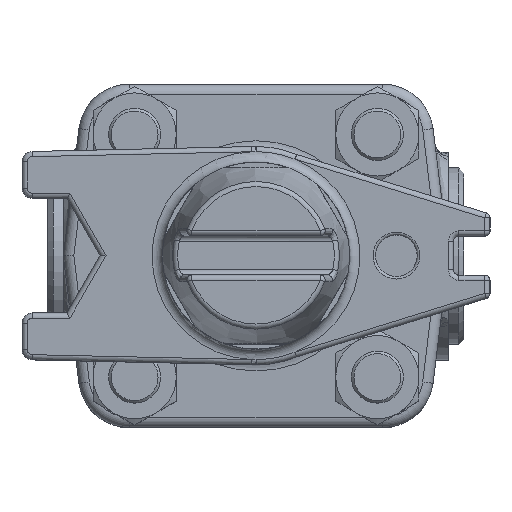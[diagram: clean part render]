
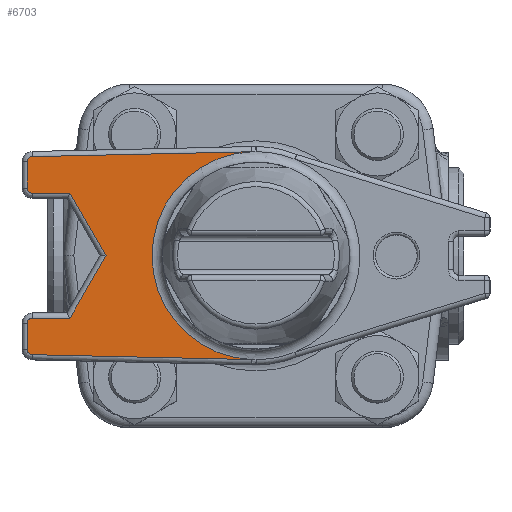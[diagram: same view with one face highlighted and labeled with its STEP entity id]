
A CAD part, top view. The second image highlights one B-rep face of the part: STEP entity #6703.
In plain terms, the highlighted planar face has unit normal (0, 0, 1).
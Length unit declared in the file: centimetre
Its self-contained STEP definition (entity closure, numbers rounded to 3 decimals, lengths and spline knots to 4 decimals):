
#533=LINE('',#11105,#845);
#534=LINE('',#11109,#846);
#535=LINE('',#11114,#847);
#536=LINE('',#11130,#848);
#537=LINE('',#11146,#849);
#538=LINE('',#11182,#850);
#539=LINE('',#11186,#851);
#540=LINE('',#11189,#852);
#845=VECTOR('',#8662,1.3856);
#846=VECTOR('',#8667,1.3856);
#847=VECTOR('',#8674,0.7226);
#848=VECTOR('',#8683,0.5044);
#849=VECTOR('',#8692,4.2133);
#850=VECTOR('',#8701,4.2133);
#851=VECTOR('',#8704,0.5044);
#852=VECTOR('',#8707,0.7226);
#1184=PLANE('',#7348);
#1631=FACE_OUTER_BOUND('',#2105,.T.);
#2105=EDGE_LOOP('',(#5200,#5201,#5202,#5203,#5204,#5205,#5206,#5207,#5208,
#5209,#5210,#5211,#5212));
#2620=CIRCLE('',#7338,0.1);
#2623=CIRCLE('',#7342,0.1);
#2626=CIRCLE('',#7347,2.);
#2627=CIRCLE('',#7349,0.1);
#2628=CIRCLE('',#7350,0.1);
#3051=VERTEX_POINT('',#11102);
#3052=VERTEX_POINT('',#11104);
#3053=VERTEX_POINT('',#11108);
#3054=VERTEX_POINT('',#11112);
#3055=VERTEX_POINT('',#11124);
#3056=VERTEX_POINT('',#11128);
#3057=VERTEX_POINT('',#11140);
#3058=VERTEX_POINT('',#11144);
#3060=VERTEX_POINT('',#11174);
#3061=VERTEX_POINT('',#11181);
#3062=VERTEX_POINT('',#11183);
#3063=VERTEX_POINT('',#11185);
#3064=VERTEX_POINT('',#11187);
#3832=EDGE_CURVE('',#3051,#3052,#533,.T.);
#3834=EDGE_CURVE('',#3052,#3053,#534,.T.);
#3837=EDGE_CURVE('',#3051,#3054,#535,.T.);
#3839=EDGE_CURVE('',#3055,#3054,#2620,.T.);
#3841=EDGE_CURVE('',#3056,#3055,#536,.T.);
#3843=EDGE_CURVE('',#3057,#3056,#2623,.T.);
#3845=EDGE_CURVE('',#3058,#3057,#537,.T.);
#3849=EDGE_CURVE('',#3060,#3058,#2626,.T.);
#3850=EDGE_CURVE('',#3061,#3060,#538,.T.);
#3851=EDGE_CURVE('',#3062,#3061,#2627,.T.);
#3852=EDGE_CURVE('',#3063,#3062,#539,.T.);
#3853=EDGE_CURVE('',#3064,#3063,#2628,.T.);
#3854=EDGE_CURVE('',#3064,#3053,#540,.T.);
#5200=ORIENTED_EDGE('',*,*,#3837,.T.);
#5201=ORIENTED_EDGE('',*,*,#3839,.F.);
#5202=ORIENTED_EDGE('',*,*,#3841,.F.);
#5203=ORIENTED_EDGE('',*,*,#3843,.F.);
#5204=ORIENTED_EDGE('',*,*,#3845,.F.);
#5205=ORIENTED_EDGE('',*,*,#3849,.F.);
#5206=ORIENTED_EDGE('',*,*,#3850,.F.);
#5207=ORIENTED_EDGE('',*,*,#3851,.F.);
#5208=ORIENTED_EDGE('',*,*,#3852,.F.);
#5209=ORIENTED_EDGE('',*,*,#3853,.F.);
#5210=ORIENTED_EDGE('',*,*,#3854,.T.);
#5211=ORIENTED_EDGE('',*,*,#3834,.F.);
#5212=ORIENTED_EDGE('',*,*,#3832,.F.);
#6703=ADVANCED_FACE('',(#1631),#1184,.T.);
#7338=AXIS2_PLACEMENT_3D('',#11126,#8677,#8678);
#7342=AXIS2_PLACEMENT_3D('',#11142,#8686,#8687);
#7347=AXIS2_PLACEMENT_3D('',#11179,#8697,#8698);
#7348=AXIS2_PLACEMENT_3D('',#11180,#8699,#8700);
#7349=AXIS2_PLACEMENT_3D('',#11184,#8702,#8703);
#7350=AXIS2_PLACEMENT_3D('',#11188,#8705,#8706);
#8662=DIRECTION('',(0.5,0.866,0.));
#8667=DIRECTION('',(-0.5,0.866,0.));
#8674=DIRECTION('',(-1.,0.,0.));
#8677=DIRECTION('center_axis',(0.,0.,
-1.));
#8678=DIRECTION('ref_axis',(-0.707,0.707,0.));
#8683=DIRECTION('',(0.,1.,0.));
#8686=DIRECTION('center_axis',(0.,0.,
-1.));
#8687=DIRECTION('ref_axis',(-0.715,-0.699,0.));
#8692=DIRECTION('',(-1.,0.022,0.));
#8697=DIRECTION('center_axis',(0.,0.,
1.));
#8698=DIRECTION('ref_axis',(1.,0.,0.));
#8699=DIRECTION('center_axis',(0.,0.,
1.));
#8700=DIRECTION('ref_axis',(-1.,0.,0.));
#8701=DIRECTION('',(1.,0.022,0.));
#8702=DIRECTION('center_axis',(0.,0.,
-1.));
#8703=DIRECTION('ref_axis',(-0.715,0.699,0.));
#8704=DIRECTION('',(0.,1.,0.));
#8705=DIRECTION('center_axis',(0.,0.,
-1.));
#8706=DIRECTION('ref_axis',(-0.707,-0.707,0.));
#8707=DIRECTION('',(1.,0.,0.));
#11102=CARTESIAN_POINT('',(-3.1195,-0.7494,6.85));
#11104=CARTESIAN_POINT('',(-2.4267,0.4506,6.85));
#11105=CARTESIAN_POINT('',(-2.3648,0.5579,6.85));
#11108=CARTESIAN_POINT('',(-3.1195,1.6506,6.85));
#11109=CARTESIAN_POINT('',(-2.6823,0.8934,6.85));
#11112=CARTESIAN_POINT('',(-3.8422,-0.7494,6.85));
#11114=CARTESIAN_POINT('',(-2.4965,-0.7494,6.85));
#11124=CARTESIAN_POINT('',(-3.9422,-0.8494,6.85));
#11126=CARTESIAN_POINT('Origin',(-3.8422,-0.8494,6.85));
#11128=CARTESIAN_POINT('',(-3.9422,-1.3538,6.85));
#11130=CARTESIAN_POINT('',(-3.9422,-0.0994,6.85));
#11140=CARTESIAN_POINT('',(-3.8444,-1.4538,6.85));
#11142=CARTESIAN_POINT('Origin',(-3.8422,-1.3538,6.85));
#11144=CARTESIAN_POINT('',(0.3679,-1.5474,6.85));
#11146=CARTESIAN_POINT('',(-2.9495,-1.4736,6.85));
#11174=CARTESIAN_POINT('',(0.3679,2.4486,6.85));
#11179=CARTESIAN_POINT('Origin',(0.4578,0.4506,6.85));
#11180=CARTESIAN_POINT('Origin',(-1.8158,0.4506,6.85));
#11181=CARTESIAN_POINT('',(-3.8444,2.355,6.85));
#11182=CARTESIAN_POINT('',(-0.6995,2.4249,6.85));
#11183=CARTESIAN_POINT('',(-3.9422,2.255,6.85));
#11184=CARTESIAN_POINT('Origin',(-3.8422,2.255,6.85));
#11185=CARTESIAN_POINT('',(-3.9422,1.7506,6.85));
#11186=CARTESIAN_POINT('',(-3.9422,1.4506,6.85));
#11187=CARTESIAN_POINT('',(-3.8422,1.6506,6.85));
#11188=CARTESIAN_POINT('Origin',(-3.8422,1.7506,6.85));
#11189=CARTESIAN_POINT('',(-2.929,1.6506,6.85));
